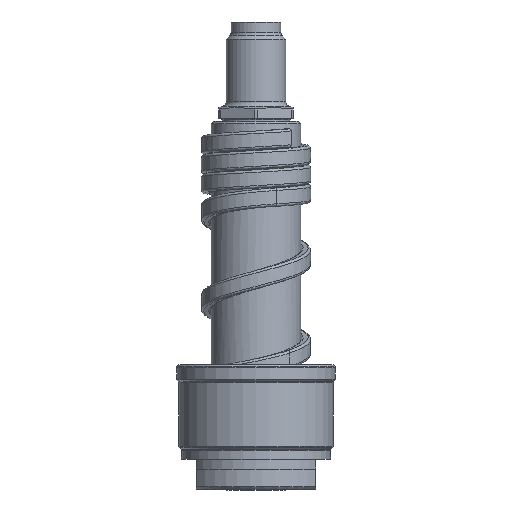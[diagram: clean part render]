
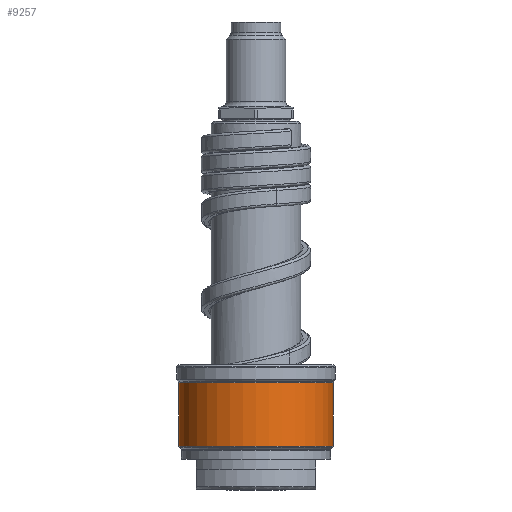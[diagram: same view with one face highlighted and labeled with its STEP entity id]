
A CAD part, front view. The second image highlights one B-rep face of the part: STEP entity #9257.
In plain terms, the highlighted cylindrical face has radius 15.5 mm (diameter 31 mm), a partial arc.
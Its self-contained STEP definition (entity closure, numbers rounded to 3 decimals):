
#2092=CARTESIAN_POINT('',(0.,0.,8.583));
#2093=DIRECTION('',(0.,0.,1.));
#2094=DIRECTION('',(-1.,0.,0.));
#2095=AXIS2_PLACEMENT_3D('',#2092,#2093,#2094);
#2097=DIRECTION('',(0.,0.,-1.));
#2098=VECTOR('',#2097,12.835);
#2099=CARTESIAN_POINT('',(-15.5,0.,21.417));
#2100=LINE('',#2099,#2098);
#2101=CARTESIAN_POINT('',(0.,0.,21.417));
#2102=DIRECTION('',(0.,0.,1.));
#2103=DIRECTION('',(-1.,0.,0.));
#2104=AXIS2_PLACEMENT_3D('',#2101,#2102,#2103);
#2106=DIRECTION('',(0.,0.,-1.));
#2107=VECTOR('',#2106,12.835);
#2108=CARTESIAN_POINT('',(15.5,0.,21.417));
#2109=LINE('',#2108,#2107);
#6092=CARTESIAN_POINT('',(15.5,0.,21.417));
#6093=CARTESIAN_POINT('',(-15.5,0.,21.417));
#6094=VERTEX_POINT('',#6092);
#6095=VERTEX_POINT('',#6093);
#6118=CARTESIAN_POINT('',(15.5,0.,8.583));
#6119=VERTEX_POINT('',#6118);
#6120=CARTESIAN_POINT('',(-15.5,0.,8.583));
#6121=VERTEX_POINT('',#6120);
#9245=CARTESIAN_POINT('',(0.,0.,7.15));
#9246=DIRECTION('',(0.,0.,1.));
#9247=DIRECTION('',(-1.,0.,0.));
#9248=AXIS2_PLACEMENT_3D('',#9245,#9246,#9247);
#9249=CYLINDRICAL_SURFACE('',#9248,15.5);
#9250=ORIENTED_EDGE('',*,*,#9217,.F.);
#9251=ORIENTED_EDGE('',*,*,#9235,.F.);
#9253=ORIENTED_EDGE('',*,*,#9252,.T.);
#9254=ORIENTED_EDGE('',*,*,#9231,.T.);
#9255=EDGE_LOOP('',(#9250,#9251,#9253,#9254));
#9256=FACE_OUTER_BOUND('',#9255,.F.);
#2096=CIRCLE('',#2095,15.5);
#2105=CIRCLE('',#2104,15.5);
#9217=EDGE_CURVE('',#6121,#6119,#2096,.T.);
#9231=EDGE_CURVE('',#6094,#6119,#2109,.T.);
#9235=EDGE_CURVE('',#6095,#6121,#2100,.T.);
#9252=EDGE_CURVE('',#6095,#6094,#2105,.T.);
#9257=ADVANCED_FACE('',(#9256),#9249,.T.);
